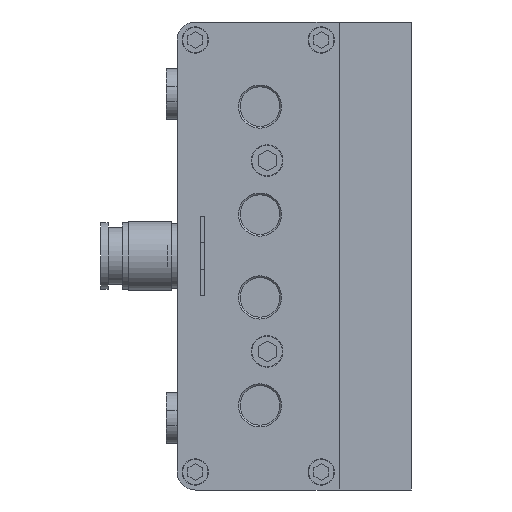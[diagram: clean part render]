
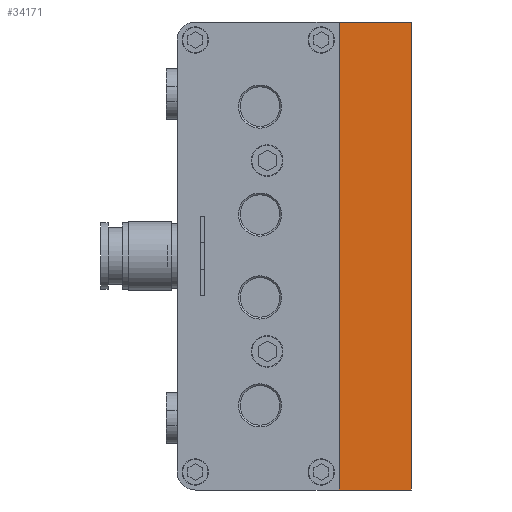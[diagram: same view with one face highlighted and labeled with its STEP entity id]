
A CAD part, left-side view. The second image highlights one B-rep face of the part: STEP entity #34171.
In plain terms, the highlighted planar face has unit normal (-1, 0, 0).
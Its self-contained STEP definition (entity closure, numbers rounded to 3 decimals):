
#1216 = DIRECTION ( 'NONE',  ( 0., 0., -1. ) ) ;
#1640 = EDGE_CURVE ( 'NONE', #18592, #13547, #27234, .T. ) ;
#2226 = ORIENTED_EDGE ( 'NONE', *, *, #22425, .F. ) ;
#2320 = ORIENTED_EDGE ( 'NONE', *, *, #1640, .T. ) ;
#2676 = CARTESIAN_POINT ( 'NONE',  ( -491., -20., -65. ) ) ;
#3700 = CARTESIAN_POINT ( 'NONE',  ( -491., -20., 65. ) ) ;
#5447 = CARTESIAN_POINT ( 'NONE',  ( -491., 0., -65. ) ) ;
#6968 = DIRECTION ( 'NONE',  ( 1., 0., 0. ) ) ;
#7332 = DIRECTION ( 'NONE',  ( 0., 0., -1. ) ) ;
#8114 = CARTESIAN_POINT ( 'NONE',  ( -491., -20., -65. ) ) ;
#8309 = LINE ( 'NONE', #22161, #22282 ) ;
#8510 = ORIENTED_EDGE ( 'NONE', *, *, #15232, .T. ) ;
#10538 = PLANE ( 'NONE',  #33640 ) ;
#13547 = VERTEX_POINT ( 'NONE', #5447 ) ;
#14166 = DIRECTION ( 'NONE',  ( 0., 1., 0. ) ) ;
#15232 = EDGE_CURVE ( 'NONE', #29794, #18592, #8309, .T. ) ;
#15256 = DIRECTION ( 'NONE',  ( 0., 0., -1. ) ) ;
#15333 = VECTOR ( 'NONE', #15256, 1000. ) ;
#16136 = VECTOR ( 'NONE', #17648, 1000. ) ;
#17648 = DIRECTION ( 'NONE',  ( 0., 1., 0. ) ) ;
#18532 = FACE_OUTER_BOUND ( 'NONE', #21105, .T. ) ;
#18592 = VERTEX_POINT ( 'NONE', #31240 ) ;
#21105 = EDGE_LOOP ( 'NONE', ( #2320, #2226, #29121, #8510 ) ) ;
#22161 = CARTESIAN_POINT ( 'NONE',  ( -491., -20., 65. ) ) ;
#22282 = VECTOR ( 'NONE', #14166, 1000. ) ;
#22425 = EDGE_CURVE ( 'NONE', #26852, #13547, #32295, .T. ) ;
#26852 = VERTEX_POINT ( 'NONE', #8114 ) ;
#27234 = LINE ( 'NONE', #33121, #34653 ) ;
#29050 = CARTESIAN_POINT ( 'NONE',  ( -491., -20., 65. ) ) ;
#29121 = ORIENTED_EDGE ( 'NONE', *, *, #32965, .F. ) ;
#29794 = VERTEX_POINT ( 'NONE', #29050 ) ;
#31240 = CARTESIAN_POINT ( 'NONE',  ( -491., 0., 65. ) ) ;
#32295 = LINE ( 'NONE', #2676, #16136 ) ;
#32568 = LINE ( 'NONE', #3700, #15333 ) ;
#32965 = EDGE_CURVE ( 'NONE', #29794, #26852, #32568, .T. ) ;
#33121 = CARTESIAN_POINT ( 'NONE',  ( -491., 0., 65. ) ) ;
#33640 = AXIS2_PLACEMENT_3D ( 'NONE', #33737, #6968, #7332 ) ;
#33737 = CARTESIAN_POINT ( 'NONE',  ( -491., -20., 65. ) ) ;
#34171 = ADVANCED_FACE ( 'NONE', ( #18532 ), #10538, .F. ) ;
#34653 = VECTOR ( 'NONE', #1216, 1000. ) ;
